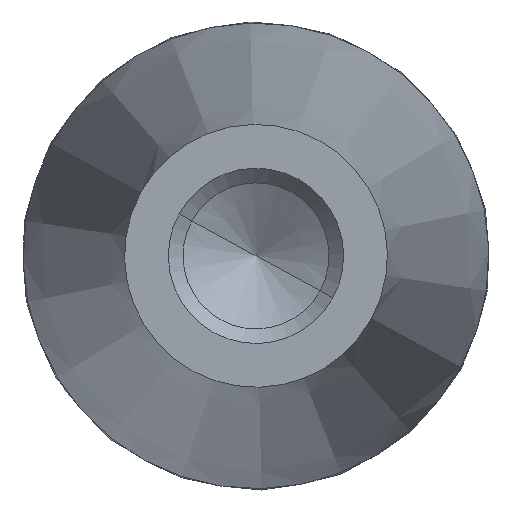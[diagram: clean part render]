
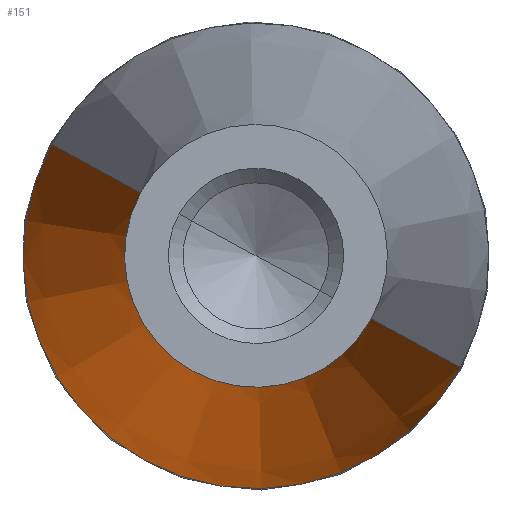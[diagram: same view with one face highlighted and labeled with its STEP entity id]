
A CAD part, left-side view. The second image highlights one B-rep face of the part: STEP entity #151.
In plain terms, the highlighted conical face has half-angle 8 degrees and reference radius 9 mm.
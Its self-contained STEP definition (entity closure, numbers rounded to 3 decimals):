
#95=CARTESIAN_POINT('Axis2P3D Location',(0.,0.,0.)) ;
#100=CARTESIAN_POINT('Line Origine',(25.5,11.043,6.033)) ;
#104=CARTESIAN_POINT('Vertex',(49.422,13.994,7.645)) ;
#106=CARTESIAN_POINT('Vertex',(0.,7.898,4.315)) ;
#113=CARTESIAN_POINT('Vertex',(0.,-7.898,-4.315)) ;
#116=CARTESIAN_POINT('Line Origine',(25.5,-11.043,-6.033)) ;
#120=CARTESIAN_POINT('Vertex',(49.422,-13.994,-7.645)) ;
#135=CARTESIAN_POINT('Axis2P3D Location',(0.,0.,0.)) ;
#140=CARTESIAN_POINT('Axis2P3D Location',(49.422,0.,0.)) ;
#96=DIRECTION('Axis2P3D Direction',(1.,0.,0.)) ;
#97=DIRECTION('Axis2P3D XDirection',(0.,0.878,0.479)) ;
#101=DIRECTION('Vector Direction',(0.99,0.122,0.067)) ;
#117=DIRECTION('Vector Direction',(0.99,-0.122,-0.067)) ;
#136=DIRECTION('Axis2P3D Direction',(1.,0.,0.)) ;
#141=DIRECTION('Axis2P3D Direction',(1.,0.,0.)) ;
#98=AXIS2_PLACEMENT_3D('Cone Axis2P3D',#95,#96,#97) ;
#137=AXIS2_PLACEMENT_3D('Circle Axis2P3D',#135,#136,$) ;
#142=AXIS2_PLACEMENT_3D('Circle Axis2P3D',#140,#141,$) ;
#146=ORIENTED_EDGE('',*,*,#122,.T.) ;
#147=ORIENTED_EDGE('',*,*,#139,.T.) ;
#148=ORIENTED_EDGE('',*,*,#108,.F.) ;
#149=ORIENTED_EDGE('',*,*,#144,.F.) ;
#102=VECTOR('Line Direction',#101,1.) ;
#118=VECTOR('Line Direction',#117,1.) ;
#151=ADVANCED_FACE('PartBody',(#150),#99,.T.) ;
#138=CIRCLE('generated circle',#137,9.) ;
#143=CIRCLE('generated circle',#142,15.946) ;
#99=CONICAL_SURFACE('Cone',#98,9.,0.14) ;
#108=EDGE_CURVE('',#105,#107,#103,.F.) ;
#122=EDGE_CURVE('',#121,#114,#119,.F.) ;
#139=EDGE_CURVE('',#114,#107,#138,.T.) ;
#144=EDGE_CURVE('',#121,#105,#143,.T.) ;
#145=EDGE_LOOP('',(#146,#147,#148,#149)) ;
#150=FACE_OUTER_BOUND('',#145,.T.) ;
#103=LINE('Line',#100,#102) ;
#119=LINE('Line',#116,#118) ;
#105=VERTEX_POINT('',#104) ;
#107=VERTEX_POINT('',#106) ;
#114=VERTEX_POINT('',#113) ;
#121=VERTEX_POINT('',#120) ;
